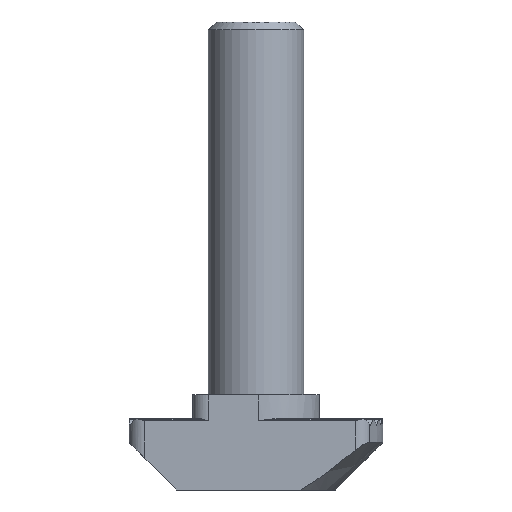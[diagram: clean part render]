
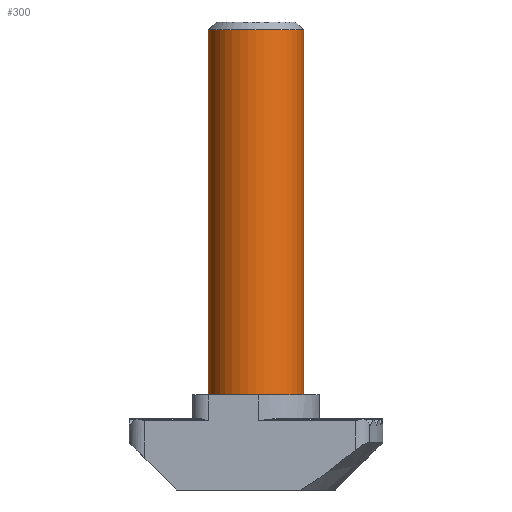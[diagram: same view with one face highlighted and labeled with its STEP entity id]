
A CAD part, front view. The second image highlights one B-rep face of the part: STEP entity #300.
In plain terms, the highlighted cylindrical face has radius 3 mm (diameter 6 mm), a partial arc.
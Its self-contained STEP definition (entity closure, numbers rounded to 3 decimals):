
#6 = CYLINDRICAL_SURFACE ( 'NONE', #2624, 3. ) ;
#108 = DIRECTION ( 'NONE',  ( -1., 0., 0. ) ) ;
#169 = ORIENTED_EDGE ( 'NONE', *, *, #1002, .F. ) ;
#297 = CARTESIAN_POINT ( 'NONE',  ( 0., 0., -0.769 ) ) ;
#300 = ADVANCED_FACE ( 'NONE', ( #1306 ), #6, .T. ) ;
#308 = DIRECTION ( 'NONE',  ( 0., 0., -1. ) ) ;
#378 = VERTEX_POINT ( 'NONE', #2837 ) ;
#506 = VERTEX_POINT ( 'NONE', #1531 ) ;
#530 = LINE ( 'NONE', #2519, #1792 ) ;
#770 = DIRECTION ( 'NONE',  ( -1., 0., 0. ) ) ;
#786 = DIRECTION ( 'NONE',  ( 0., 0., -1. ) ) ;
#797 = CARTESIAN_POINT ( 'NONE',  ( 0., 0., 29. ) ) ;
#872 = CIRCLE ( 'NONE', #2373, 3. ) ;
#1002 = EDGE_CURVE ( 'NONE', #1393, #378, #2325, .T. ) ;
#1106 = EDGE_LOOP ( 'NONE', ( #169, #1518, #1813, #1483 ) ) ;
#1142 = CARTESIAN_POINT ( 'NONE',  ( -3., 0., 6. ) ) ;
#1151 = VECTOR ( 'NONE', #2623, 1000. ) ;
#1231 = CARTESIAN_POINT ( 'NONE',  ( 3., 0., 29. ) ) ;
#1279 = EDGE_CURVE ( 'NONE', #506, #2131, #530, .T. ) ;
#1306 = FACE_OUTER_BOUND ( 'NONE', #1106, .T. ) ;
#1393 = VERTEX_POINT ( 'NONE', #1231 ) ;
#1483 = ORIENTED_EDGE ( 'NONE', *, *, #1938, .T. ) ;
#1518 = ORIENTED_EDGE ( 'NONE', *, *, #1853, .T. ) ;
#1531 = CARTESIAN_POINT ( 'NONE',  ( -3., 0., 29. ) ) ;
#1634 = AXIS2_PLACEMENT_3D ( 'NONE', #2244, #2229, #2060 ) ;
#1792 = VECTOR ( 'NONE', #2508, 1000. ) ;
#1813 = ORIENTED_EDGE ( 'NONE', *, *, #1279, .T. ) ;
#1853 = EDGE_CURVE ( 'NONE', #1393, #506, #872, .T. ) ;
#1938 = EDGE_CURVE ( 'NONE', #2131, #378, #2383, .T. ) ;
#2060 = DIRECTION ( 'NONE',  ( -1., 0., 0. ) ) ;
#2131 = VERTEX_POINT ( 'NONE', #1142 ) ;
#2229 = DIRECTION ( 'NONE',  ( 0., 0., 1. ) ) ;
#2244 = CARTESIAN_POINT ( 'NONE',  ( 0., 0., 6. ) ) ;
#2325 = LINE ( 'NONE', #2659, #1151 ) ;
#2373 = AXIS2_PLACEMENT_3D ( 'NONE', #797, #786, #770 ) ;
#2383 = CIRCLE ( 'NONE', #1634, 3. ) ;
#2508 = DIRECTION ( 'NONE',  ( 0., 0., -1. ) ) ;
#2519 = CARTESIAN_POINT ( 'NONE',  ( -3., 0., -0.769 ) ) ;
#2623 = DIRECTION ( 'NONE',  ( 0., 0., -1. ) ) ;
#2624 = AXIS2_PLACEMENT_3D ( 'NONE', #297, #308, #108 ) ;
#2659 = CARTESIAN_POINT ( 'NONE',  ( 3., 0., -0.769 ) ) ;
#2837 = CARTESIAN_POINT ( 'NONE',  ( 3., 0., 6. ) ) ;
